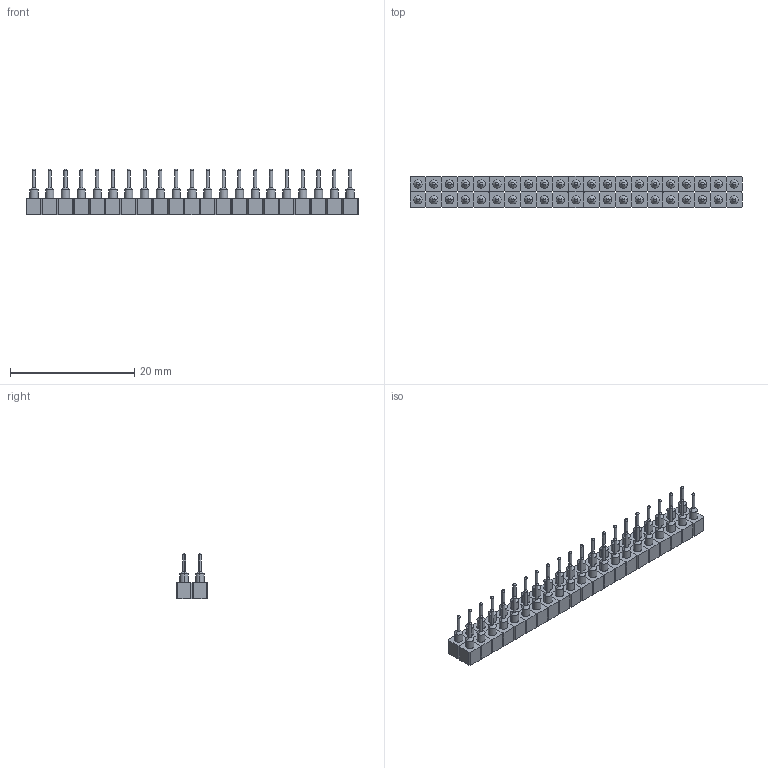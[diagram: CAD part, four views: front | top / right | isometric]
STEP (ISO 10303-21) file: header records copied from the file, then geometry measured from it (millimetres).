
FILE_DESCRIPTION (( 'STEP AP214' ), '1' );
FILE_NAME ('21x2 female.stp', '2023-01-16T00:01:30', ( '' ), ( '' ), 'SwSTEP 2.0', 'SolidWorks 2022', '' );
FILE_SCHEMA (( 'AUTOMOTIVE_DESIGN' ));
Length unit declared in the file: millimetre
Products named in the file (1): 21x2 female
Bounding box: 53.34 x 5.08 x 7.3 mm (x, y, z)
Volume: 792 mm3; surface area: 2118.8 mm2
Topology: 42 solids, 42 shells, 1008 faces, 2310 edges, 1386 vertices
Faces by surface type: plane 462, cylinder 252, cone 210, sphere 84
Entity records: 38574 total; most frequent: DIRECTION 4916, CARTESIAN_POINT 4537, ORIENTED_EDGE 4368, EDGE_CURVE 2184, AXIS2_PLACEMENT_3D 1723, VECTOR 1470, LINE 1470, VERTEX_POINT 1344
